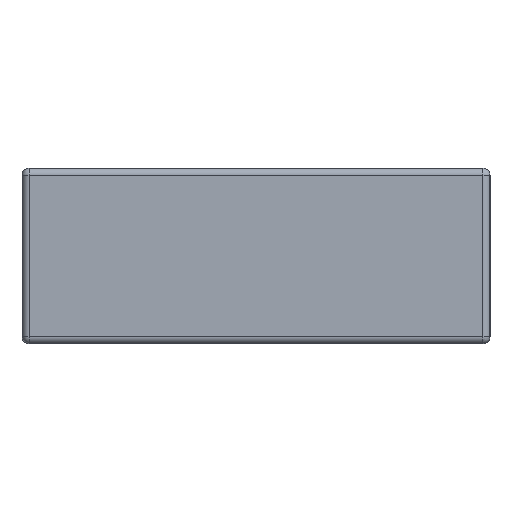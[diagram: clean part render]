
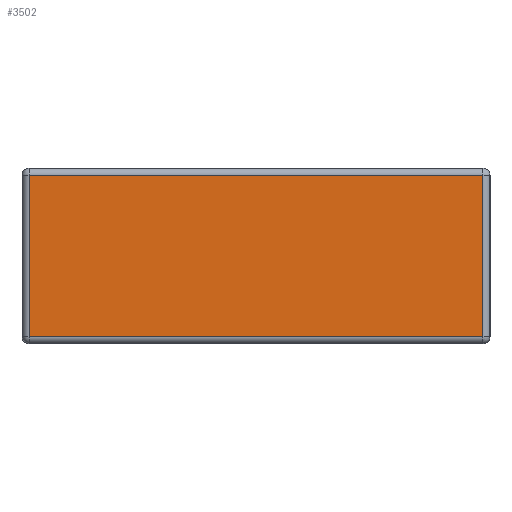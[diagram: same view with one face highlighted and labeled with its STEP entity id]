
A CAD part, left-side view. The second image highlights one B-rep face of the part: STEP entity #3502.
In plain terms, the highlighted planar face has unit normal (-1, 0, 0).
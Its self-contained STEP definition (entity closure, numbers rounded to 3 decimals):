
#45=PLANE('',#3762);
#402=FACE_OUTER_BOUND('',#584,.T.);
#584=EDGE_LOOP('',(#2747,#2748,#2749,#2750));
#822=LINE('',#5148,#1250);
#823=LINE('',#5157,#1251);
#833=LINE('',#5191,#1261);
#838=LINE('',#5198,#1266);
#1250=VECTOR('',#4194,10.);
#1251=VECTOR('',#4205,10.);
#1261=VECTOR('',#4243,10.);
#1266=VECTOR('',#4252,10.);
#1741=VERTEX_POINT('',#5106);
#1755=VERTEX_POINT('',#5143);
#1756=VERTEX_POINT('',#5150);
#1766=VERTEX_POINT('',#5184);
#2107=EDGE_CURVE('',#1741,#1755,#822,.T.);
#2111=EDGE_CURVE('',#1756,#1741,#823,.T.);
#2129=EDGE_CURVE('',#1766,#1756,#833,.T.);
#2134=EDGE_CURVE('',#1755,#1766,#838,.T.);
#2747=ORIENTED_EDGE('',*,*,#2107,.F.);
#2748=ORIENTED_EDGE('',*,*,#2111,.F.);
#2749=ORIENTED_EDGE('',*,*,#2129,.F.);
#2750=ORIENTED_EDGE('',*,*,#2134,.F.);
#3502=ADVANCED_FACE('',(#402),#45,.T.);
#3762=AXIS2_PLACEMENT_3D('',#5217,#4275,#4276);
#4194=DIRECTION('',(0.,0.,1.));
#4205=DIRECTION('',(0.,1.,0.));
#4243=DIRECTION('',(0.,0.,-1.));
#4252=DIRECTION('',(0.,-1.,0.));
#4275=DIRECTION('center_axis',(-1.,0.,0.));
#4276=DIRECTION('ref_axis',(0.,-1.,0.));
#5106=CARTESIAN_POINT('',(-1.6,0.776,0.024));
#5143=CARTESIAN_POINT('',(-1.6,0.776,0.576));
#5148=CARTESIAN_POINT('',(-1.6,0.776,0.));
#5150=CARTESIAN_POINT('',(-1.6,-0.776,0.024));
#5157=CARTESIAN_POINT('',(-1.6,0.4,0.024));
#5184=CARTESIAN_POINT('',(-1.6,-0.776,0.576));
#5191=CARTESIAN_POINT('',(-1.6,-0.776,0.));
#5198=CARTESIAN_POINT('',(-1.6,0.4,0.576));
#5217=CARTESIAN_POINT('Origin',(-1.6,0.8,0.));
